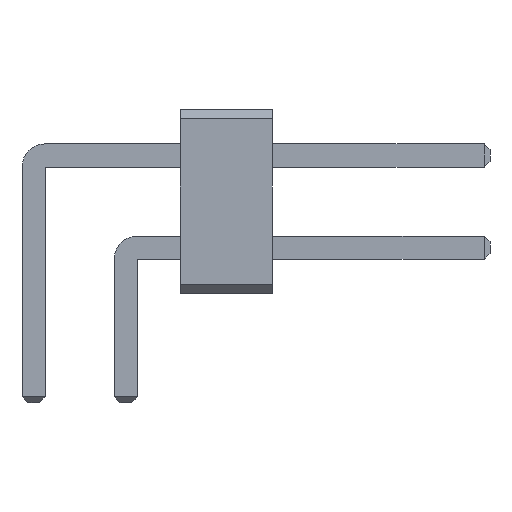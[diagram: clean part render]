
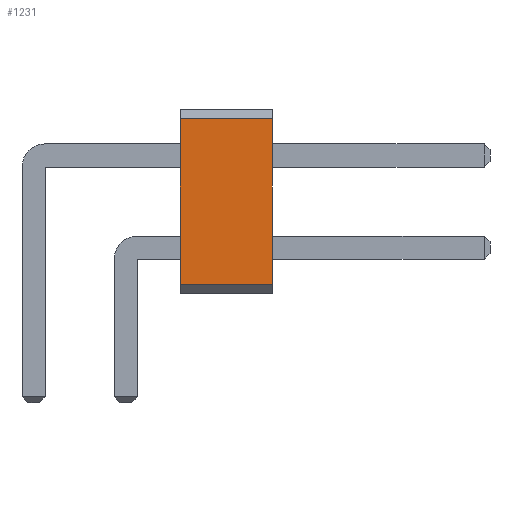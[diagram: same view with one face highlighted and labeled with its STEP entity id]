
A CAD part, front view. The second image highlights one B-rep face of the part: STEP entity #1231.
In plain terms, the highlighted planar face has unit normal (0, -1, 0).
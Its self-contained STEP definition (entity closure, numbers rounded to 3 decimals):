
#13=DIRECTION('',(0.,0.,1.));
#27=VECTOR('',#28,1.);
#28=DIRECTION('',(1.,0.,0.));
#57=DIRECTION('',(0.,-1.,0.));
#1218=VERTEX_POINT('',#1219);
#1219=CARTESIAN_POINT('',(6.58,-52.07,0.254));
#1222=EDGE_CURVE('',#1223,#1218,#1225,.T.);
#1223=VERTEX_POINT('',#1224);
#1224=CARTESIAN_POINT('',(4.04,-52.07,0.254));
#1225=LINE('',#1224,#27);
#1231=ADVANCED_FACE('',(#1232),#1249,.T.);
#1232=FACE_BOUND('',#1233,.T.);
#1233=EDGE_LOOP('',(#1234,#1235,#1241,#1246));
#1234=ORIENTED_EDGE('',*,*,#1222,.T.);
#1235=ORIENTED_EDGE('',*,*,#1236,.T.);
#1236=EDGE_CURVE('',#1218,#1237,#1239,.T.);
#1237=VERTEX_POINT('',#1238);
#1238=CARTESIAN_POINT('',(6.58,-52.07,4.826));
#1239=LINE('',#1219,#1240);
#1240=VECTOR('',#13,1.);
#1241=ORIENTED_EDGE('',*,*,#1242,.F.);
#1242=EDGE_CURVE('',#1243,#1237,#1245,.T.);
#1243=VERTEX_POINT('',#1244);
#1244=CARTESIAN_POINT('',(4.04,-52.07,4.826));
#1245=LINE('',#1244,#27);
#1246=ORIENTED_EDGE('',*,*,#1247,.F.);
#1247=EDGE_CURVE('',#1223,#1243,#1248,.T.);
#1248=LINE('',#1224,#1240);
#1249=PLANE('',#1250);
#1250=AXIS2_PLACEMENT_3D('',#1224,#57,#13);
